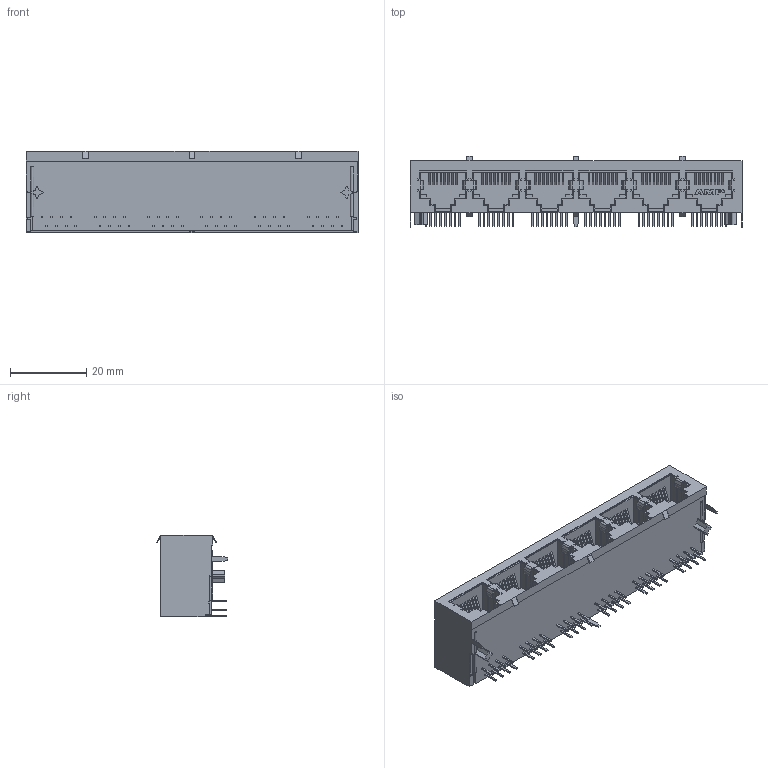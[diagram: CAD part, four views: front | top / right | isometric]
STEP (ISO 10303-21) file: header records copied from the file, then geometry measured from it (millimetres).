
FILE_DESCRIPTION((''),'2;1');
FILE_NAME('C-5558525-01-3','2007-09-07T',('workeradm'),('Tyco Electronics Corporation'),'PRO/ENGINEER BY PARAMETRIC TECHNOLOGY CORPORATION, 2005450','PRO/ENGINEER BY PARAMETRIC TECHNOLOGY CORPORATION, 2005450','');
FILE_SCHEMA(('CONFIG_CONTROL_DESIGN', 'GEOMETRIC_VALIDATION_PROPERTIES_MIM'));
Length unit declared in the file: millimetre
Products named in the file (1): C-5558525-01-3
Bounding box: 87.11 x 18.66 x 21.34 mm (x, y, z)
Volume: 17917.5 mm3; surface area: 11139 mm2
Topology: 1 solids, 1 shells, 1055 faces, 2927 edges, 1933 vertices
Faces by surface type: plane 993, cylinder 60, extrusion 2
Entity records: 33444 total; most frequent: CARTESIAN_POINT 6070, ORIENTED_EDGE 5854, DIRECTION 5118, EDGE_CURVE 2927, VECTOR 2776, LINE 2774, VERTEX_POINT 1933, EDGE_LOOP 1210
